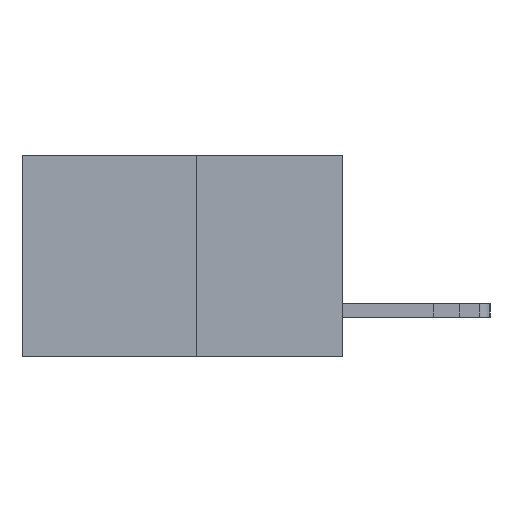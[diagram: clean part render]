
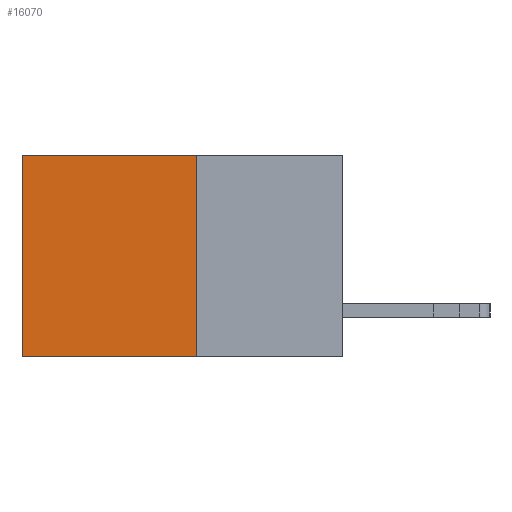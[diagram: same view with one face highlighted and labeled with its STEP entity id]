
A CAD part, left-side view. The second image highlights one B-rep face of the part: STEP entity #16070.
In plain terms, the highlighted planar face has unit normal (-1, 0, 0).
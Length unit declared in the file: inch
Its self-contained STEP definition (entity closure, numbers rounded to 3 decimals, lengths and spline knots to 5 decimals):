
#817 = VECTOR ( 'NONE', #22190, 39.37008 ) ;
#1461 = LINE ( 'NONE', #14347, #817 ) ;
#1647 = EDGE_CURVE ( 'NONE', #3761, #24938, #8849, .T. ) ;
#2321 = ORIENTED_EDGE ( 'NONE', *, *, #23047, .F. ) ;
#3642 = CARTESIAN_POINT ( 'NONE',  ( 0.277, 0.27, -0.37 ) ) ;
#3761 = VERTEX_POINT ( 'NONE', #10351 ) ;
#5519 = DIRECTION ( 'NONE',  ( 0., 0., -1. ) ) ;
#8043 = VECTOR ( 'NONE', #17711, 39.37008 ) ;
#8264 = EDGE_CURVE ( 'NONE', #21393, #24938, #13556, .T. ) ;
#8621 = AXIS2_PLACEMENT_3D ( 'NONE', #15426, #17413, #5519 ) ;
#8849 = LINE ( 'NONE', #3642, #14133 ) ;
#8890 = DIRECTION ( 'NONE',  ( 0., 1., 0. ) ) ;
#9236 = CARTESIAN_POINT ( 'NONE',  ( 0.277, 0.27, 0. ) ) ;
#10319 = ORIENTED_EDGE ( 'NONE', *, *, #12744, .T. ) ;
#10351 = CARTESIAN_POINT ( 'NONE',  ( 0.277, 0.27, -0.37 ) ) ;
#12169 = ORIENTED_EDGE ( 'NONE', *, *, #1647, .F. ) ;
#12744 = EDGE_CURVE ( 'NONE', #24659, #21393, #13946, .T. ) ;
#13446 = PLANE ( 'NONE',  #8621 ) ;
#13556 = LINE ( 'NONE', #23694, #24518 ) ;
#13946 = LINE ( 'NONE', #15722, #8043 ) ;
#14133 = VECTOR ( 'NONE', #8890, 39.37008 ) ;
#14347 = CARTESIAN_POINT ( 'NONE',  ( 0.277, 0.27, -0.37 ) ) ;
#15426 = CARTESIAN_POINT ( 'NONE',  ( 0.277, 0.27, -0.37 ) ) ;
#15722 = CARTESIAN_POINT ( 'NONE',  ( 0.277, 0.27, 0. ) ) ;
#16070 = ADVANCED_FACE ( 'NONE', ( #16353 ), #13446, .F. ) ;
#16353 = FACE_OUTER_BOUND ( 'NONE', #17018, .T. ) ;
#16863 = CARTESIAN_POINT ( 'NONE',  ( 0.277, 0.59, -0.37 ) ) ;
#17018 = EDGE_LOOP ( 'NONE', ( #25477, #12169, #2321, #10319 ) ) ;
#17413 = DIRECTION ( 'NONE',  ( 1., 0., 0. ) ) ;
#17711 = DIRECTION ( 'NONE',  ( 0., 1., 0. ) ) ;
#21393 = VERTEX_POINT ( 'NONE', #21487 ) ;
#21487 = CARTESIAN_POINT ( 'NONE',  ( 0.277, 0.59, 0. ) ) ;
#22190 = DIRECTION ( 'NONE',  ( 0., 0., -1. ) ) ;
#23047 = EDGE_CURVE ( 'NONE', #24659, #3761, #1461, .T. ) ;
#23694 = CARTESIAN_POINT ( 'NONE',  ( 0.277, 0.59, -0.37 ) ) ;
#24518 = VECTOR ( 'NONE', #25541, 39.37008 ) ;
#24659 = VERTEX_POINT ( 'NONE', #9236 ) ;
#24938 = VERTEX_POINT ( 'NONE', #16863 ) ;
#25477 = ORIENTED_EDGE ( 'NONE', *, *, #8264, .T. ) ;
#25541 = DIRECTION ( 'NONE',  ( 0., 0., -1. ) ) ;
